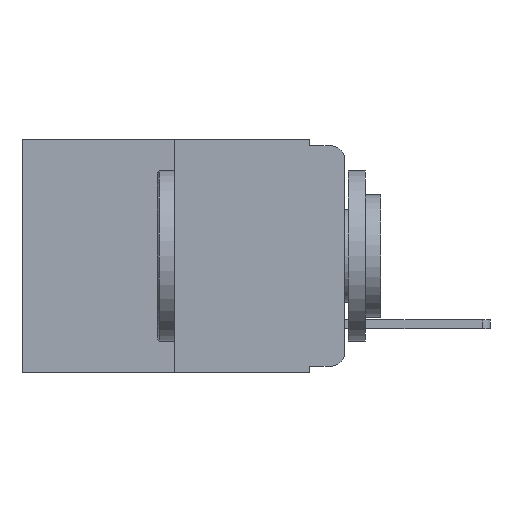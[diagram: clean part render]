
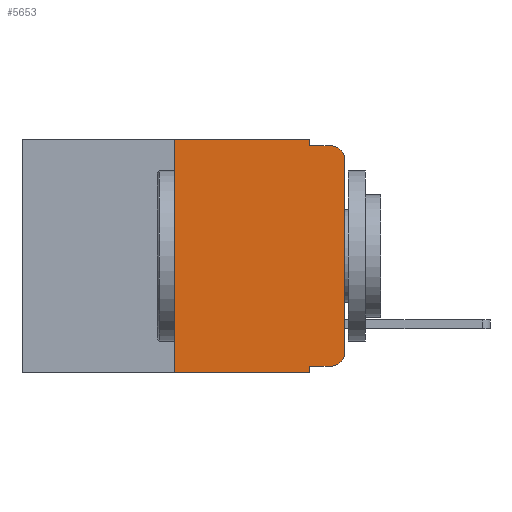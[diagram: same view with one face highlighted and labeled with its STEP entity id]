
A CAD part, left-side view. The second image highlights one B-rep face of the part: STEP entity #5653.
In plain terms, the highlighted planar face has unit normal (-1, 0, 0).
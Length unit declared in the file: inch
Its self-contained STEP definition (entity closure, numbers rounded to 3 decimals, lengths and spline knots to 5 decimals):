
#130 = LINE ( 'NONE', #3412, #4727 ) ;
#164 = EDGE_CURVE ( 'NONE', #2263, #5054, #7401, .T. ) ;
#168 = EDGE_CURVE ( 'NONE', #751, #9090, #7149, .T. ) ;
#185 = ORIENTED_EDGE ( 'NONE', *, *, #8847, .T. ) ;
#254 = ORIENTED_EDGE ( 'NONE', *, *, #7946, .F. ) ;
#362 = EDGE_CURVE ( 'NONE', #9323, #5366, #7025, .T. ) ;
#498 = AXIS2_PLACEMENT_3D ( 'NONE', #6927, #2028, #7707 ) ;
#674 = AXIS2_PLACEMENT_3D ( 'NONE', #6782, #6068, #5301 ) ;
#751 = VERTEX_POINT ( 'NONE', #7536 ) ;
#838 = CARTESIAN_POINT ( 'NONE',  ( 0., 0.02, -0.01 ) ) ;
#840 = CARTESIAN_POINT ( 'NONE',  ( 0., 0.02, -0.313 ) ) ;
#1100 = VECTOR ( 'NONE', #4683, 39.37008 ) ;
#1390 = CARTESIAN_POINT ( 'NONE',  ( 0., 0.051, 0. ) ) ;
#1679 = CARTESIAN_POINT ( 'NONE',  ( 0., 0., 0. ) ) ;
#2028 = DIRECTION ( 'NONE',  ( -1., 0., 0. ) ) ;
#2059 = DIRECTION ( 'NONE',  ( 0., 0., -1. ) ) ;
#2153 = AXIS2_PLACEMENT_3D ( 'NONE', #840, #3540, #3084 ) ;
#2201 = VERTEX_POINT ( 'NONE', #10381 ) ;
#2260 = DIRECTION ( 'NONE',  ( 0., -1., 0. ) ) ;
#2263 = VERTEX_POINT ( 'NONE', #8438 ) ;
#2845 = ORIENTED_EDGE ( 'NONE', *, *, #6778, .T. ) ;
#3084 = DIRECTION ( 'NONE',  ( 0., 0., -1. ) ) ;
#3412 = CARTESIAN_POINT ( 'NONE',  ( 0., 0.051, -0.333 ) ) ;
#3481 = FACE_OUTER_BOUND ( 'NONE', #9769, .T. ) ;
#3540 = DIRECTION ( 'NONE',  ( -1., 0., 0. ) ) ;
#3657 = VERTEX_POINT ( 'NONE', #4386 ) ;
#3878 = CARTESIAN_POINT ( 'NONE',  ( 0., 0.473, -0.343 ) ) ;
#4041 = EDGE_CURVE ( 'NONE', #4690, #2201, #7008, .T. ) ;
#4047 = VECTOR ( 'NONE', #2260, 39.37008 ) ;
#4081 = ORIENTED_EDGE ( 'NONE', *, *, #8794, .F. ) ;
#4306 = VECTOR ( 'NONE', #7125, 39.37008 ) ;
#4386 = CARTESIAN_POINT ( 'NONE',  ( 0., 0.051, -0.01 ) ) ;
#4484 = DIRECTION ( 'NONE',  ( 0., -1., 0. ) ) ;
#4572 = LINE ( 'NONE', #3878, #4047 ) ;
#4683 = DIRECTION ( 'NONE',  ( 0., 0., -1. ) ) ;
#4690 = VERTEX_POINT ( 'NONE', #9494 ) ;
#4727 = VECTOR ( 'NONE', #4484, 39.37008 ) ;
#4858 = CARTESIAN_POINT ( 'NONE',  ( 0., 0.051, 0. ) ) ;
#4936 = EDGE_CURVE ( 'NONE', #2201, #2263, #5338, .T. ) ;
#5000 = VECTOR ( 'NONE', #8487, 39.37008 ) ;
#5054 = VERTEX_POINT ( 'NONE', #838 ) ;
#5125 = VECTOR ( 'NONE', #2059, 39.37008 ) ;
#5301 = DIRECTION ( 'NONE',  ( 0., 0., -1. ) ) ;
#5338 = LINE ( 'NONE', #1679, #9295 ) ;
#5366 = VERTEX_POINT ( 'NONE', #7046 ) ;
#5653 = ADVANCED_FACE ( 'NONE', ( #3481 ), #8571, .F. ) ;
#5769 = CARTESIAN_POINT ( 'NONE',  ( 0., 0.051, 0. ) ) ;
#6068 = DIRECTION ( 'NONE',  ( 1., 0., 0. ) ) ;
#6277 = VERTEX_POINT ( 'NONE', #5769 ) ;
#6427 = CARTESIAN_POINT ( 'NONE',  ( 0., 0.25, 0. ) ) ;
#6456 = LINE ( 'NONE', #8621, #4306 ) ;
#6568 = LINE ( 'NONE', #8267, #8419 ) ;
#6680 = ORIENTED_EDGE ( 'NONE', *, *, #362, .F. ) ;
#6750 = ORIENTED_EDGE ( 'NONE', *, *, #10250, .F. ) ;
#6778 = EDGE_CURVE ( 'NONE', #9323, #4690, #130, .T. ) ;
#6782 = CARTESIAN_POINT ( 'NONE',  ( 0., 0.473, 0. ) ) ;
#6927 = CARTESIAN_POINT ( 'NONE',  ( 0., 0.02, -0.03 ) ) ;
#7008 = CIRCLE ( 'NONE', #2153, 0.02 ) ;
#7025 = LINE ( 'NONE', #4858, #5125 ) ;
#7046 = CARTESIAN_POINT ( 'NONE',  ( 0., 0.051, -0.343 ) ) ;
#7125 = DIRECTION ( 'NONE',  ( 0., -1., 0. ) ) ;
#7149 = LINE ( 'NONE', #6427, #5000 ) ;
#7154 = CARTESIAN_POINT ( 'NONE',  ( 0., 0.051, -0.333 ) ) ;
#7401 = CIRCLE ( 'NONE', #498, 0.02 ) ;
#7536 = CARTESIAN_POINT ( 'NONE',  ( 0., 0.25, -0.343 ) ) ;
#7707 = DIRECTION ( 'NONE',  ( 0., 0., -1. ) ) ;
#7817 = LINE ( 'NONE', #1390, #1100 ) ;
#7946 = EDGE_CURVE ( 'NONE', #6277, #3657, #7817, .T. ) ;
#7966 = DIRECTION ( 'NONE',  ( 0., 0., 1. ) ) ;
#8093 = ORIENTED_EDGE ( 'NONE', *, *, #164, .T. ) ;
#8267 = CARTESIAN_POINT ( 'NONE',  ( 0., 0.473, 0. ) ) ;
#8419 = VECTOR ( 'NONE', #9048, 39.37008 ) ;
#8438 = CARTESIAN_POINT ( 'NONE',  ( 0., 0., -0.03 ) ) ;
#8487 = DIRECTION ( 'NONE',  ( 0., 0., 1. ) ) ;
#8571 = PLANE ( 'NONE',  #674 ) ;
#8621 = CARTESIAN_POINT ( 'NONE',  ( 0., 0.051, -0.01 ) ) ;
#8794 = EDGE_CURVE ( 'NONE', #3657, #5054, #6456, .T. ) ;
#8847 = EDGE_CURVE ( 'NONE', #751, #5366, #4572, .T. ) ;
#9008 = CARTESIAN_POINT ( 'NONE',  ( 0., 0.25, 0. ) ) ;
#9048 = DIRECTION ( 'NONE',  ( 0., -1., 0. ) ) ;
#9090 = VERTEX_POINT ( 'NONE', #9008 ) ;
#9254 = ORIENTED_EDGE ( 'NONE', *, *, #4041, .T. ) ;
#9295 = VECTOR ( 'NONE', #7966, 39.37008 ) ;
#9323 = VERTEX_POINT ( 'NONE', #7154 ) ;
#9494 = CARTESIAN_POINT ( 'NONE',  ( 0., 0.02, -0.333 ) ) ;
#9722 = ORIENTED_EDGE ( 'NONE', *, *, #4936, .T. ) ;
#9769 = EDGE_LOOP ( 'NONE', ( #9722, #8093, #4081, #254, #6750, #10157, #185, #6680, #2845, #9254 ) ) ;
#10157 = ORIENTED_EDGE ( 'NONE', *, *, #168, .F. ) ;
#10250 = EDGE_CURVE ( 'NONE', #9090, #6277, #6568, .T. ) ;
#10381 = CARTESIAN_POINT ( 'NONE',  ( 0., 0., -0.313 ) ) ;
